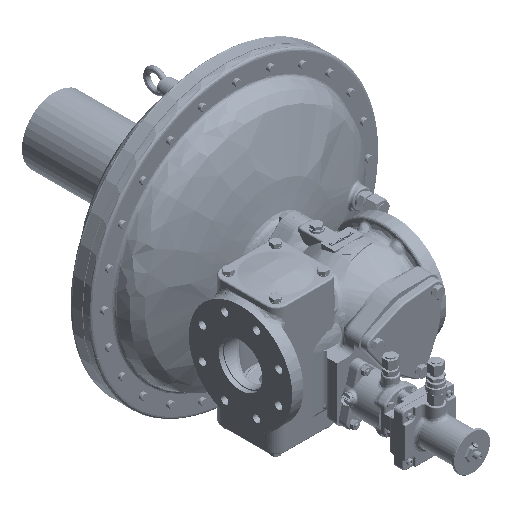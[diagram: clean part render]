
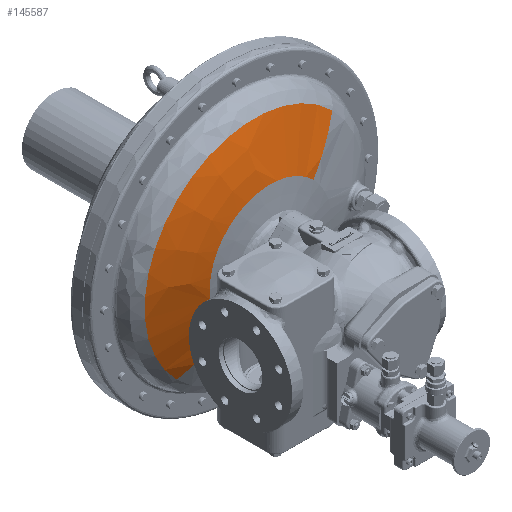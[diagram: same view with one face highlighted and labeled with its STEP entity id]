
A CAD part, isometric view. The second image highlights one B-rep face of the part: STEP entity #145587.
In plain terms, the highlighted free-form (B-spline) face has degree [3, 3] with [4, 4] control points.
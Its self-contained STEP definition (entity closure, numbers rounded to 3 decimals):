
#2613 = CIRCLE ( 'NONE', #113361, 117.513 ) ;
#3162 = DIRECTION ( 'NONE',  ( 0., 1., 0. ) ) ;
#4651 = EDGE_CURVE ( 'NONE', #224317, #50204, #100971, .T. ) ;
#7594 = DIRECTION ( 'NONE',  ( 0.707, 0., -0.707 ) ) ;
#9160 = DIRECTION ( 'NONE',  ( 0.707, 0., 0.707 ) ) ;
#9916 = CARTESIAN_POINT ( 'NONE',  ( 38.891, 511.599, 38.891 ) ) ;
#13094 = DIRECTION ( 'NONE',  ( -0.707, 0., 0.707 ) ) ;
#13093 = CARTESIAN_POINT ( 'NONE',  ( -249.283, 157.069, 83.094 ) ) ;
#14195 = ORIENTED_EDGE ( 'NONE', *, *, #86487, .T. ) ;
#18105 = AXIS2_PLACEMENT_3D ( 'NONE', #111559, #3162, #129658 ) ;
#30507 = CARTESIAN_POINT ( 'NONE',  ( -150.28, 187.894, 450.841 ) ) ;
#31297 = CARTESIAN_POINT ( 'NONE',  ( 83.094, 157.069, 83.094 ) ) ;
#31772 = EDGE_CURVE ( 'NONE', #33981, #224317, #200444, .T. ) ;
#33981 = VERTEX_POINT ( 'NONE', #150577 ) ;
#47940 = CARTESIAN_POINT ( 'NONE',  ( -150.28, 187.894, -150.28 ) ) ;
#48726 = CARTESIAN_POINT ( 'NONE',  ( -128.972, 173.23, -128.972 ) ) ;
#49055 =( BOUNDED_SURFACE ( )  B_SPLINE_SURFACE ( 3, 3, ( 
 ( #47940, #228959, #30507, #156894 ),
 ( #48726, #175060, #66940, #193246 ),
 ( #85178, #211472, #103357, #229753 ),
 ( #121489, #13093, #139565, #31297 ) ),
 .UNSPECIFIED., .F., .F., .F. ) 
 B_SPLINE_SURFACE_WITH_KNOTS ( ( 4, 4 ),
 ( 4, 4 ),
 ( 0., 1. ),
 ( 0., 1. ),
 .UNSPECIFIED. ) 
 GEOMETRIC_REPRESENTATION_ITEM ( )  RATIONAL_B_SPLINE_SURFACE ( (
 ( 1., 0.333, 0.333, 1.),
 ( 0.994, 0.331, 0.331, 0.994),
 ( 0.994, 0.331, 0.331, 0.994),
 ( 1., 0.333, 0.333, 1.) ) ) 
 REPRESENTATION_ITEM ( '' )  SURFACE ( )  );
#50204 = VERTEX_POINT ( 'NONE', #198100 ) ;
#51279 = EDGE_LOOP ( 'NONE', ( #111552, #156563, #14195, #173028, #96390 ) ) ;
#55122 = CARTESIAN_POINT ( 'NONE',  ( 0., 157.069, 0. ) ) ;
#58006 = AXIS2_PLACEMENT_3D ( 'NONE', #9916, #7594, #9160 ) ;
#66940 = CARTESIAN_POINT ( 'NONE',  ( -128.972, 173.23, 386.917 ) ) ;
#71120 = CIRCLE ( 'NONE', #214506, 360. ) ;
#73367 = DIRECTION ( 'NONE',  ( -0.707, 0., -0.707 ) ) ;
#85178 = CARTESIAN_POINT ( 'NONE',  ( -106.432, 162.888, -106.432 ) ) ;
#86487 = EDGE_CURVE ( 'NONE', #33981, #164819, #71120, .T. ) ;
#92128 = CARTESIAN_POINT ( 'NONE',  ( 150.28, 187.894, 150.28 ) ) ;
#96390 = ORIENTED_EDGE ( 'NONE', *, *, #220772, .T. ) ;
#100971 = CIRCLE ( 'NONE', #58006, 360. ) ;
#103357 = CARTESIAN_POINT ( 'NONE',  ( -106.432, 162.888, 319.295 ) ) ;
#111552 = ORIENTED_EDGE ( 'NONE', *, *, #4651, .F. ) ;
#111559 = CARTESIAN_POINT ( 'NONE',  ( 0., 157.069, 0. ) ) ;
#113361 = AXIS2_PLACEMENT_3D ( 'NONE', #55122, #181441, #73367 ) ;
#120245 = EDGE_CURVE ( 'NONE', #164819, #176869, #126918, .T. ) ;
#121490 = CARTESIAN_POINT ( 'NONE',  ( -38.891, 511.599, -38.891 ) ) ;
#121489 = CARTESIAN_POINT ( 'NONE',  ( -83.094, 157.069, -83.094 ) ) ;
#126471 = AXIS2_PLACEMENT_3D ( 'NONE', #156243, #155780, #155491 ) ;
#126918 = CIRCLE ( 'NONE', #18105, 117.513 ) ;
#129658 = DIRECTION ( 'NONE',  ( -0.707, 0., -0.707 ) ) ;
#135818 = CARTESIAN_POINT ( 'NONE',  ( -117.513, 157.069, 0. ) ) ;
#139566 = DIRECTION ( 'NONE',  ( -0.707, 0., -0.707 ) ) ;
#139565 = CARTESIAN_POINT ( 'NONE',  ( -83.094, 157.069, 249.283 ) ) ;
#145587 = ADVANCED_FACE ( 'NONE', ( #147739 ), #49055, .T. ) ;
#147739 = FACE_OUTER_BOUND ( 'NONE', #51279, .T. ) ;
#150577 = CARTESIAN_POINT ( 'NONE',  ( -150.28, 187.894, -150.28 ) ) ;
#155491 = DIRECTION ( 'NONE',  ( -0.707, 0., -0.707 ) ) ;
#155780 = DIRECTION ( 'NONE',  ( 0., 1., 0. ) ) ;
#156243 = CARTESIAN_POINT ( 'NONE',  ( 0., 187.894, 0. ) ) ;
#156563 = ORIENTED_EDGE ( 'NONE', *, *, #31772, .F. ) ;
#156894 = CARTESIAN_POINT ( 'NONE',  ( 150.28, 187.894, 150.28 ) ) ;
#164819 = VERTEX_POINT ( 'NONE', #208508 ) ;
#173028 = ORIENTED_EDGE ( 'NONE', *, *, #120245, .T. ) ;
#175060 = CARTESIAN_POINT ( 'NONE',  ( -386.917, 173.23, 128.972 ) ) ;
#176869 = VERTEX_POINT ( 'NONE', #135818 ) ;
#181441 = DIRECTION ( 'NONE',  ( 0., 1., 0. ) ) ;
#193246 = CARTESIAN_POINT ( 'NONE',  ( 128.972, 173.23, 128.972 ) ) ;
#198100 = CARTESIAN_POINT ( 'NONE',  ( 83.094, 157.069, 83.094 ) ) ;
#200444 = CIRCLE ( 'NONE', #126471, 212.528 ) ;
#208508 = CARTESIAN_POINT ( 'NONE',  ( -83.094, 157.069, -83.094 ) ) ;
#211472 = CARTESIAN_POINT ( 'NONE',  ( -319.295, 162.888, 106.432 ) ) ;
#214506 = AXIS2_PLACEMENT_3D ( 'NONE', #121490, #13094, #139566 ) ;
#220772 = EDGE_CURVE ( 'NONE', #176869, #50204, #2613, .T. ) ;
#224317 = VERTEX_POINT ( 'NONE', #92128 ) ;
#228959 = CARTESIAN_POINT ( 'NONE',  ( -450.841, 187.894, 150.28 ) ) ;
#229753 = CARTESIAN_POINT ( 'NONE',  ( 106.432, 162.888, 106.432 ) ) ;
